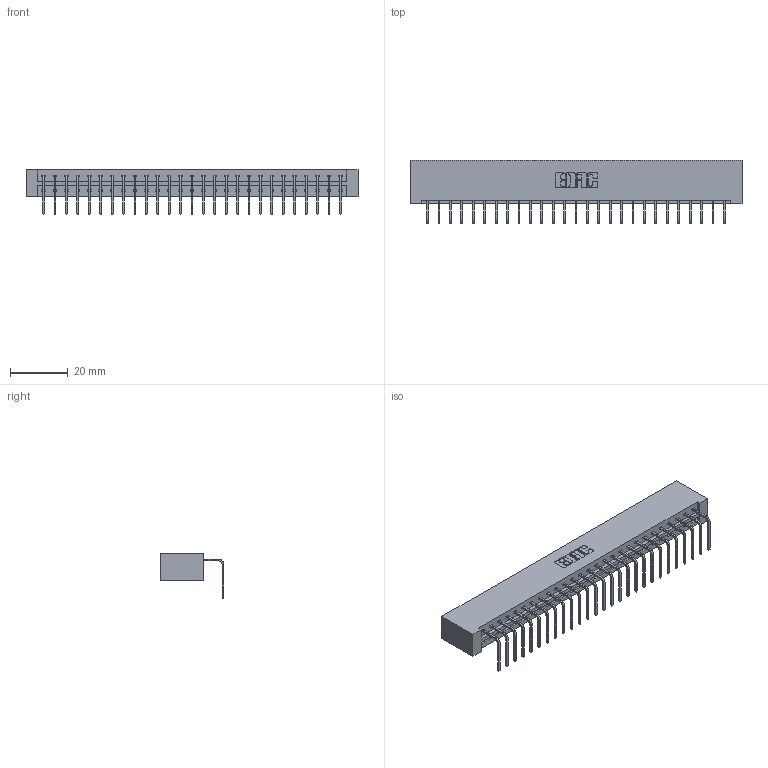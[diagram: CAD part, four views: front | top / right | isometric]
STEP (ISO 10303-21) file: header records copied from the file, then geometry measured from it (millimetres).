
FILE_DESCRIPTION (( 'STEP AP203' ), '1' );
FILE_NAME ('333-027-558-101.STEP', '2018-08-02T14:12:27', ( '' ), ( '' ), 'SwSTEP 2.0', 'SolidWorks 2016', '' );
FILE_SCHEMA (( 'CONFIG_CONTROL_DESIGN' ));
Length unit declared in the file: inch
Products named in the file (3): 333 Part_Lugless; 345-292-001_558 Tail - 2; 333-027-558-101
Assembly tree (28 placements, depth 2):
  333-027-558-101
    333 Part_Lugless
    345-292-001_558 Tail - 2  x27
Bounding box: 115.24 x 22.17 x 15.37 mm (x, y, z)
Volume: 12170.1 mm3; surface area: 13577.8 mm2
Topology: 28 solids, 28 shells, 1726 faces, 5201 edges, 3430 vertices
Faces by surface type: plane 1254, cylinder 472
Entity records: 18253 total; most frequent: CARTESIAN_POINT 3159, ORIENTED_EDGE 3122, DIRECTION 2687, EDGE_CURVE 1561, VECTOR 1441, LINE 1441, VERTEX_POINT 1038, AXIS2_PLACEMENT_3D 623
